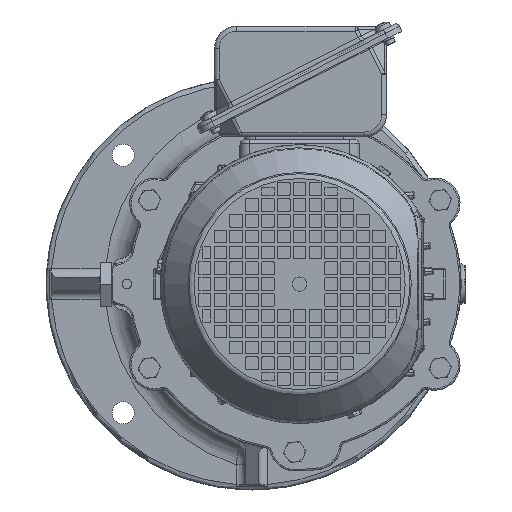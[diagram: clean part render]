
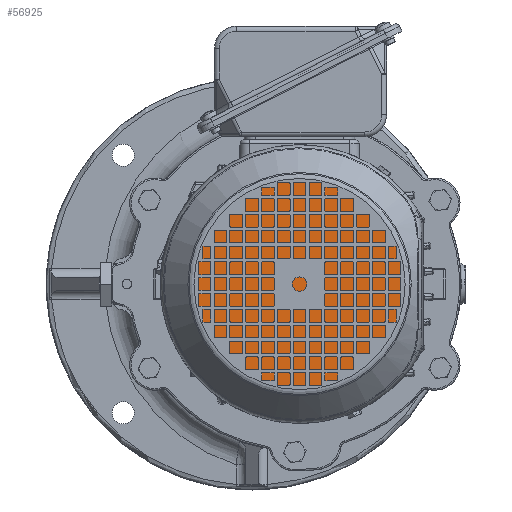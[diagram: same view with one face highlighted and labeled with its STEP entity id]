
A CAD part, left-side view. The second image highlights one B-rep face of the part: STEP entity #56925.
In plain terms, the highlighted planar face has unit normal (-1, 0, 0).
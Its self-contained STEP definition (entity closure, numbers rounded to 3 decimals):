
#1322 = DIRECTION ( 'NONE',  ( -1., 0., 0. ) ) ;
#2163 = PLANE ( 'NONE',  #127003 ) ;
#21167 = VERTEX_POINT ( 'NONE', #46245 ) ;
#24726 = CARTESIAN_POINT ( 'NONE',  ( -181., -3., 0. ) ) ;
#46245 = CARTESIAN_POINT ( 'NONE',  ( -181., 69., 0. ) ) ;
#52448 = DIRECTION ( 'NONE',  ( 0., 1., 0. ) ) ;
#53285 = FACE_OUTER_BOUND ( 'NONE', #142537, .T. ) ;
#56925 = ADVANCED_FACE ( 'NONE', ( #53285 ), #2163, .T. ) ;
#74901 = DIRECTION ( 'NONE',  ( 0., 1., 0. ) ) ;
#76754 = CARTESIAN_POINT ( 'NONE',  ( -181., 67.25, 0. ) ) ;
#82965 = EDGE_CURVE ( 'NONE', #21167, #21167, #87607, .T. ) ;
#87607 = CIRCLE ( 'NONE', #154606, 72. ) ;
#127003 = AXIS2_PLACEMENT_3D ( 'NONE', #76754, #1322, #52448 ) ;
#142537 = EDGE_LOOP ( 'NONE', ( #163076 ) ) ;
#154606 = AXIS2_PLACEMENT_3D ( 'NONE', #24726, #164723, #74901 ) ;
#163076 = ORIENTED_EDGE ( 'NONE', *, *, #82965, .T. ) ;
#164723 = DIRECTION ( 'NONE',  ( -1., 0., 0. ) ) ;
